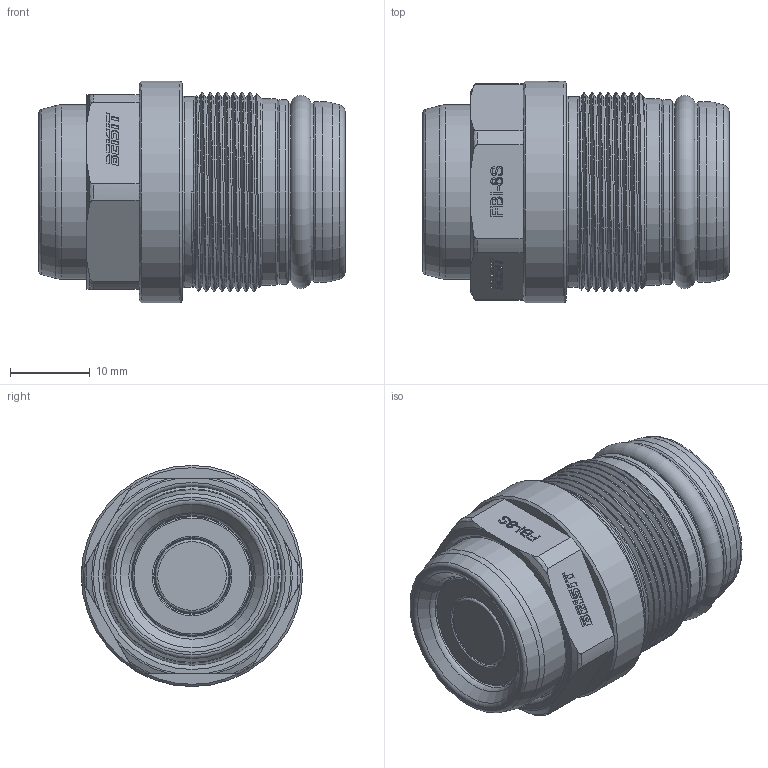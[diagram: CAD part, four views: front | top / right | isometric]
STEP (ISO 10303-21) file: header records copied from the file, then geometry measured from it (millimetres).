
FILE_DESCRIPTION( ('This file contains a STEP AP42 implementation' ,'as created by ZW3D STEP Interface translator.' ,'') ,'2;1' );
FILE_NAME( 'SCB 08S.stp' ,'25 120. 83247', (''), ('ZWCAD Software Co.'), 'Version 1.0', 'ZW3D to STEP translator', '' );
FILE_SCHEMA(('AUTOMOTIVE_DESIGN { 1 0 10303 214 1 1 1 1 }'));
Length unit declared in the file: millimetre
Products named in the file (1): 0
Bounding box: 38.5 x 27.8 x 27.8 mm (x, y, z)
Volume: 16850.1 mm3; surface area: 5478.9 mm2
Topology: 1 solids, 1 shells, 288 faces, 748 edges, 493 vertices
Faces by surface type: plane 104, bspline 88, torus 37, cylinder 33, cone 26
Full cylindrical faces by diameter (mm): 1.5 x1, 9.24 x1, 15.3 x1, 21.9 x1, 22.357 x2, 22.5 x1, 22.7 x1, 23.2 x1, 23.45 x1, 24 x1, 24.07 x2, 25 x6, 25.8 x1, 27.8 x1
Entity records: 13095 total; most frequent: CARTESIAN_POINT 6380, ORIENTED_EDGE 1496, DIRECTION 1030, EDGE_CURVE 748, VERTEX_POINT 493, AXIS2_PLACEMENT_3D 378, EDGE_LOOP 323, B_SPLINE_CURVE_WITH_KNOTS 293
